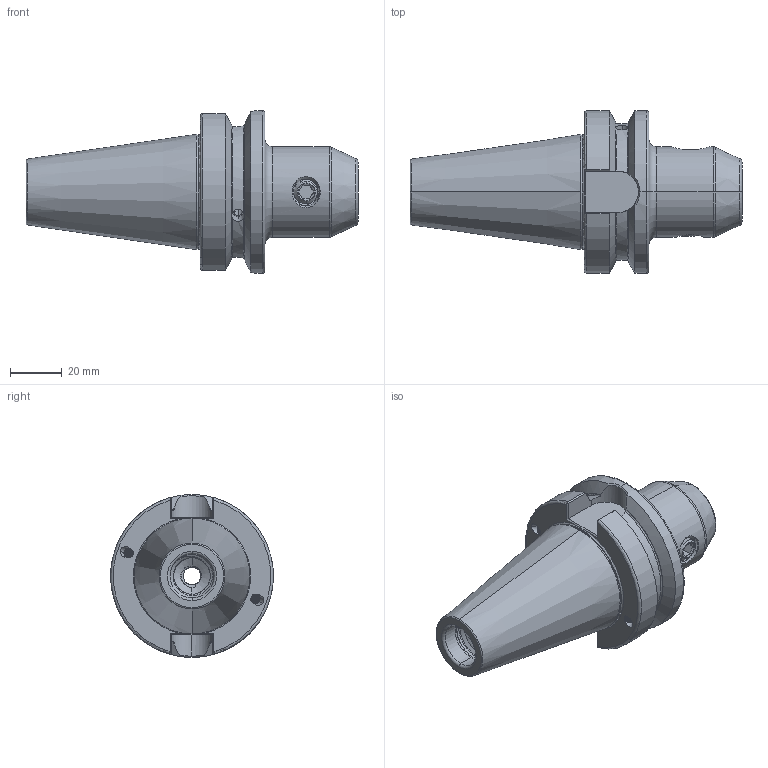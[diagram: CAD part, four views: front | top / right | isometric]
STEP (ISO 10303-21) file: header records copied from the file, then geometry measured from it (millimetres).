
FILE_DESCRIPTION (( 'STEP AP203' ), '1' );
FILE_NAME ('406.05.10.STEP', '2016-08-08T06:29:31', ( '' ), ( '' ), 'SwSTEP 2.0', 'SolidWorks 2012', '' );
FILE_SCHEMA (( 'CONFIG_CONTROL_DESIGN' ));
Length unit declared in the file: millimetre
Products named in the file (3): 406.05.10; 側固10_M10x1.5_12L
Assembly tree (2 placements, depth 2):
  406.05.10
    406.05.10
    側固10_M10x1.5_12L
Bounding box: 128.4 x 63 x 63 mm (x, y, z)
Volume: 150294.6 mm3; surface area: 30097.5 mm2
Topology: 2 solids, 2 shells, 311 faces, 841 edges, 539 vertices
Faces by surface type: cylinder 167, plane 46, bspline 33, torus 32, cone 31, sphere 2
Entity records: 27997 total; most frequent: CARTESIAN_POINT 21021, ORIENTED_EDGE 1678, DIRECTION 1112, EDGE_CURVE 839, VERTEX_POINT 539, AXIS2_PLACEMENT_3D 434, EDGE_LOOP 330, ADVANCED_FACE 311
